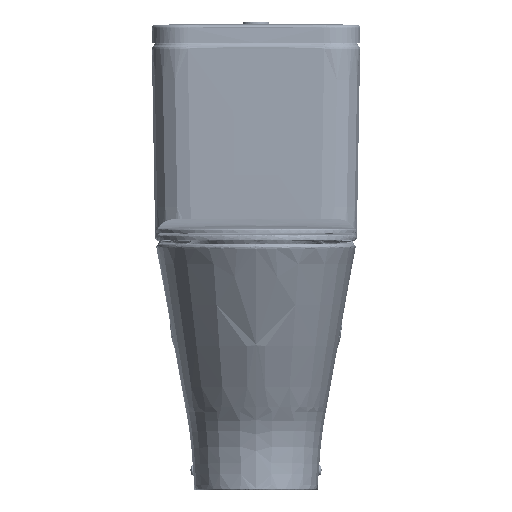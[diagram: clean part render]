
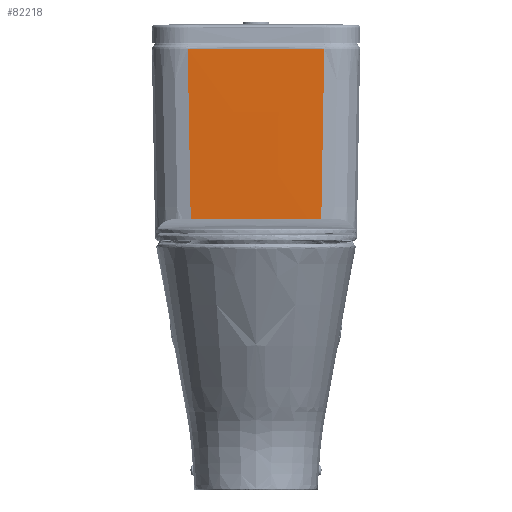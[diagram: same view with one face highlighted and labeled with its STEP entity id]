
A CAD part, front view. The second image highlights one B-rep face of the part: STEP entity #82218.
In plain terms, the highlighted free-form (B-spline) face has degree [3, 3] with [4, 4] control points.
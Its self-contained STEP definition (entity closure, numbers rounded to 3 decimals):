
#12621=(
BOUNDED_CURVE()
B_SPLINE_CURVE(3,(#1073141,#1073142,#1073143,#1073144),.UNSPECIFIED.,.F.,
 .F.)
B_SPLINE_CURVE_WITH_KNOTS((4,4),(0.,1.),.UNSPECIFIED.)
CURVE()
GEOMETRIC_REPRESENTATION_ITEM()
RATIONAL_B_SPLINE_CURVE((1.,1.,1.,1.))
REPRESENTATION_ITEM('')
);
#16448=(
BOUNDED_SURFACE()
B_SPLINE_SURFACE(3,3,((#1072330,#1072331,#1072332,#1072333),(#1072334,#1072335,
#1072336,#1072337),(#1072338,#1072339,#1072340,#1072341),(#1072342,#1072343,
#1072344,#1072345)),.UNSPECIFIED.,.F.,.F.,.F.)
B_SPLINE_SURFACE_WITH_KNOTS((4,4),(4,4),(0.168,0.832),
(0.03,0.976),.UNSPECIFIED.)
GEOMETRIC_REPRESENTATION_ITEM()
RATIONAL_B_SPLINE_SURFACE(((1.,1.,1.,1.),(1.,1.,1.,1.),(1.,1.,1.,1.),(1.,
1.,1.,1.)))
REPRESENTATION_ITEM('')
SURFACE()
);
#82218=ADVANCED_FACE('',(#90597),#16448,.T.);
#90597=FACE_OUTER_BOUND('',#98950,.T.);
#98950=EDGE_LOOP('',(#134969,#134970,#134971,#134972));
#134969=ORIENTED_EDGE('',*,*,#165594,.T.);
#134970=ORIENTED_EDGE('',*,*,#165312,.F.);
#134971=ORIENTED_EDGE('',*,*,#165589,.F.);
#134972=ORIENTED_EDGE('',*,*,#165588,.F.);
#165312=EDGE_CURVE('',#212731,#212729,#12621,.T.);
#165588=EDGE_CURVE('',#212873,#212870,#185666,.T.);
#165589=EDGE_CURVE('',#212870,#212731,#185667,.T.);
#165594=EDGE_CURVE('',#212873,#212729,#185672,.T.);
#185666=B_SPLINE_CURVE_WITH_KNOTS('',3,(#1074659,#1074660,#1074661,#1074662),
 .UNSPECIFIED.,.F.,.F.,(4,4),(-3.3,-2.655),
 .UNSPECIFIED.);
#185667=B_SPLINE_CURVE_WITH_KNOTS('',3,(#1074663,#1074664,#1074665,#1074666,
#1074667,#1074668,#1074669,#1074670,#1074671,#1074672),.UNSPECIFIED.,.F.,
 .F.,(4,2,2,2,4),(4.,4.267,4.308,4.616,
5.),.UNSPECIFIED.);
#185672=B_SPLINE_CURVE_WITH_KNOTS('',3,(#1074740,#1074741,#1074742,#1074743,
#1074744,#1074745,#1074746,#1074747,#1074748,#1074749),.UNSPECIFIED.,.F.,
 .F.,(4,2,2,2,4),(-3.,-2.616,-2.308,-2.269,
-2.),.UNSPECIFIED.);
#212729=VERTEX_POINT('',#1072465);
#212731=VERTEX_POINT('',#1072467);
#212870=VERTEX_POINT('',#1072606);
#212873=VERTEX_POINT('',#1072609);
#1072330=CARTESIAN_POINT('',(-447.41,-775.685,790.354));
#1072331=CARTESIAN_POINT('',(-448.724,-773.216,676.866));
#1072332=CARTESIAN_POINT('',(-450.038,-770.748,563.378));
#1072333=CARTESIAN_POINT('',(-451.352,-768.28,449.89));
#1072334=CARTESIAN_POINT('',(-529.674,-776.857,790.354));
#1072335=CARTESIAN_POINT('',(-530.112,-774.376,676.866));
#1072336=CARTESIAN_POINT('',(-530.55,-771.895,563.379));
#1072337=CARTESIAN_POINT('',(-530.988,-769.414,449.891));
#1072338=CARTESIAN_POINT('',(-611.963,-776.857,790.354));
#1072339=CARTESIAN_POINT('',(-611.525,-774.376,676.866));
#1072340=CARTESIAN_POINT('',(-611.087,-771.895,563.379));
#1072341=CARTESIAN_POINT('',(-610.649,-769.414,449.891));
#1072342=CARTESIAN_POINT('',(-694.228,-775.685,790.354));
#1072343=CARTESIAN_POINT('',(-692.914,-773.216,676.866));
#1072344=CARTESIAN_POINT('',(-691.599,-770.748,563.378));
#1072345=CARTESIAN_POINT('',(-690.285,-768.28,449.89));
#1072465=CARTESIAN_POINT('',(-448.896,-775.661,788.323));
#1072467=CARTESIAN_POINT('',(-692.741,-775.661,788.323));
#1072606=CARTESIAN_POINT('',(-686.818,-768.328,449.89));
#1072609=CARTESIAN_POINT('',(-454.82,-768.328,449.89));
#1073141=CARTESIAN_POINT('',(-692.741,-775.661,788.323));
#1073142=CARTESIAN_POINT('',(-611.465,-776.806,788.323));
#1073143=CARTESIAN_POINT('',(-530.172,-776.806,788.323));
#1073144=CARTESIAN_POINT('',(-448.896,-775.661,788.323));
#1074659=CARTESIAN_POINT('',(-454.82,-768.328,449.89));
#1074660=CARTESIAN_POINT('',(-532.145,-769.398,449.891));
#1074661=CARTESIAN_POINT('',(-609.493,-769.398,449.891));
#1074662=CARTESIAN_POINT('',(-686.818,-768.328,449.89));
#1074663=CARTESIAN_POINT('',(-686.818,-768.328,449.89));
#1074664=CARTESIAN_POINT('',(-687.346,-768.982,480.064));
#1074665=CARTESIAN_POINT('',(-687.874,-769.636,510.237));
#1074666=CARTESIAN_POINT('',(-688.482,-770.389,544.984));
#1074667=CARTESIAN_POINT('',(-688.562,-770.488,549.558));
#1074668=CARTESIAN_POINT('',(-689.251,-771.34,588.879));
#1074669=CARTESIAN_POINT('',(-689.859,-772.093,623.627));
#1074670=CARTESIAN_POINT('',(-691.225,-773.784,701.69));
#1074671=CARTESIAN_POINT('',(-691.983,-774.723,745.007));
#1074672=CARTESIAN_POINT('',(-692.741,-775.661,788.323));
#1074740=CARTESIAN_POINT('',(-454.82,-768.328,449.89));
#1074741=CARTESIAN_POINT('',(-454.061,-769.267,493.207));
#1074742=CARTESIAN_POINT('',(-453.303,-770.205,536.524));
#1074743=CARTESIAN_POINT('',(-451.937,-771.897,614.587));
#1074744=CARTESIAN_POINT('',(-451.329,-772.65,649.335));
#1074745=CARTESIAN_POINT('',(-450.643,-773.498,688.486));
#1074746=CARTESIAN_POINT('',(-450.566,-773.594,692.891));
#1074747=CARTESIAN_POINT('',(-449.958,-774.346,727.638));
#1074748=CARTESIAN_POINT('',(-449.427,-775.004,757.981));
#1074749=CARTESIAN_POINT('',(-448.896,-775.661,788.323));
